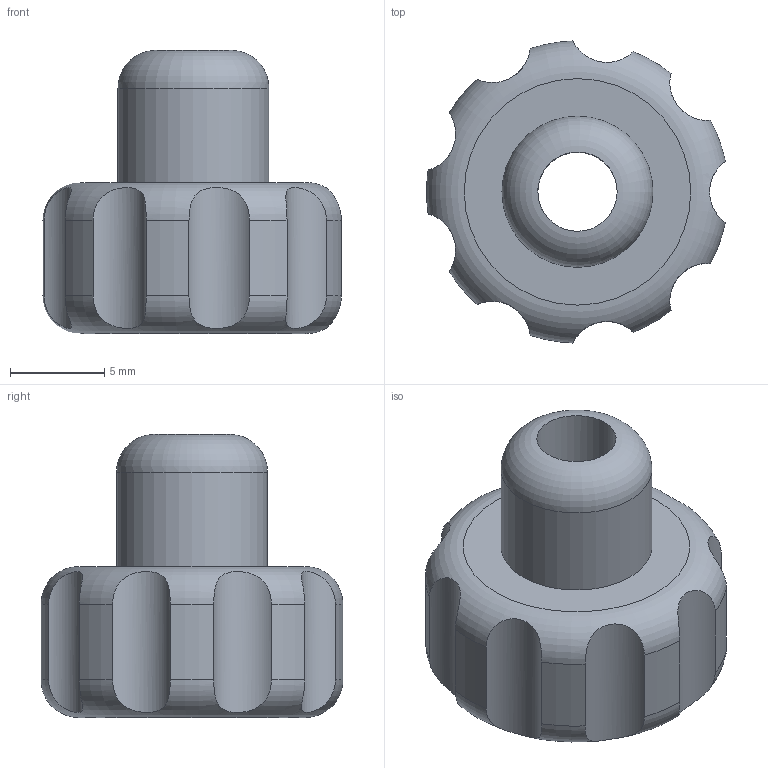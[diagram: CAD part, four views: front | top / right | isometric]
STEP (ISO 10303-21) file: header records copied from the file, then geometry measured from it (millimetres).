
FILE_DESCRIPTION(('FreeCAD Model'),'2;1');
FILE_NAME('spool-clamp-knob-x2.step','2020-02-08T12:59:38',( 'Author'),(''),'Open CASCADE STEP processor 7.3','FreeCAD','Unknown' );
FILE_SCHEMA(('AUTOMOTIVE_DESIGN { 1 0 10303 214 1 1 1 1 }'));
Length unit declared in the file: millimetre
Products named in the file (1): knob-tensioner
Bounding box: 15.82 x 15.99 x 15 mm (x, y, z)
Volume: 1436 mm3; surface area: 1087.1 mm2
Topology: 1 solids, 1 shells, 32 faces, 85 edges, 56 vertices
Faces by surface type: cylinder 20, plane 9, torus 3
Full cylindrical faces by diameter (mm): 4.2 x1, 8 x1
Entity records: 6451 total; most frequent: CARTESIAN_POINT 4685, DIRECTION 230, ORIENTED_EDGE 170, PCURVE 170, DEFINITIONAL_REPRESENTATION 170, B_SPLINE_CURVE_WITH_KNOTS 117, LINE 108, VECTOR 108
